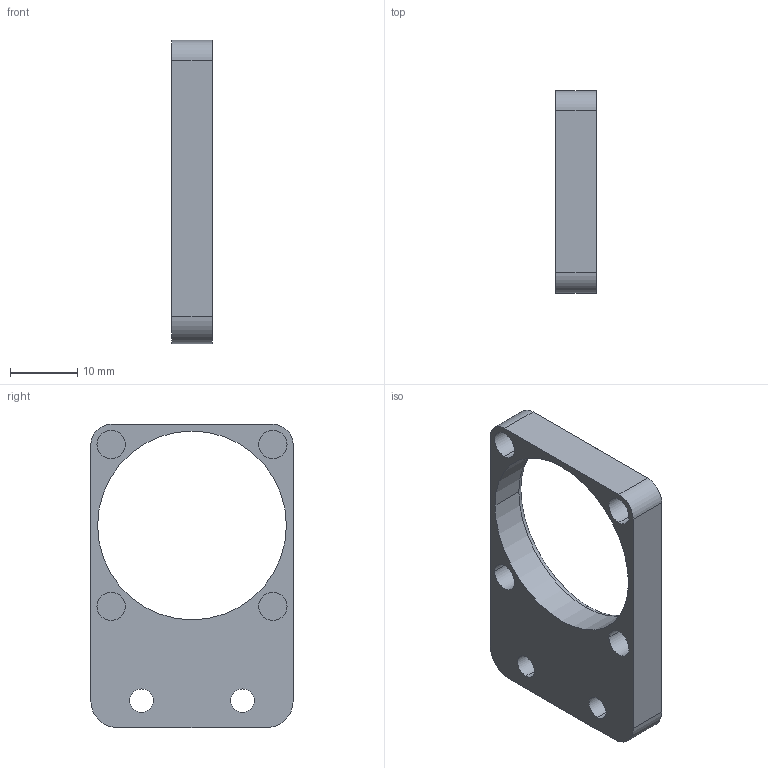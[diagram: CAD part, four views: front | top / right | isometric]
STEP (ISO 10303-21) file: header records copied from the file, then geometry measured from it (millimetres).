
FILE_DESCRIPTION (( 'STEP AP214' ), '1' );
FILE_NAME ('Ear.STEP', '2024-08-19T13:23:53', ( '' ), ( '' ), 'SwSTEP 2.0', 'SolidWorks 2024', '' );
FILE_SCHEMA (( 'AUTOMOTIVE_DESIGN' ));
Length unit declared in the file: millimetre
Products named in the file (1): Ear
Bounding box: 6 x 30 x 45 mm (x, y, z)
Volume: 3800.8 mm3; surface area: 3199 mm2
Topology: 1 solids, 1 shells, 42 faces, 97 edges, 62 vertices
Faces by surface type: cylinder 22, plane 14, cone 4, torus 2
Entity records: 1248 total; most frequent: DIRECTION 239, CARTESIAN_POINT 202, ORIENTED_EDGE 194, AXIS2_PLACEMENT_3D 99, EDGE_CURVE 97, VERTEX_POINT 62, CIRCLE 56, EDGE_LOOP 53
